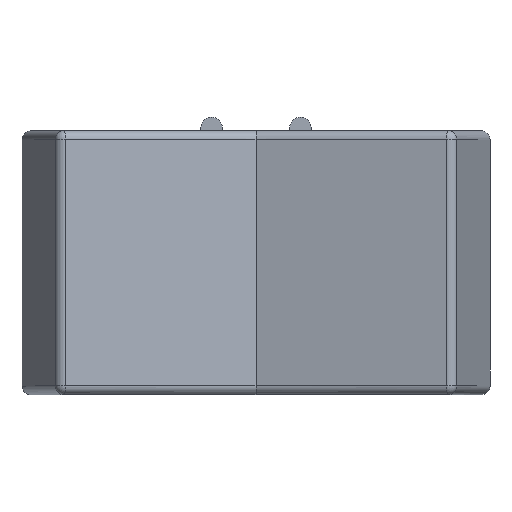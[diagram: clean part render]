
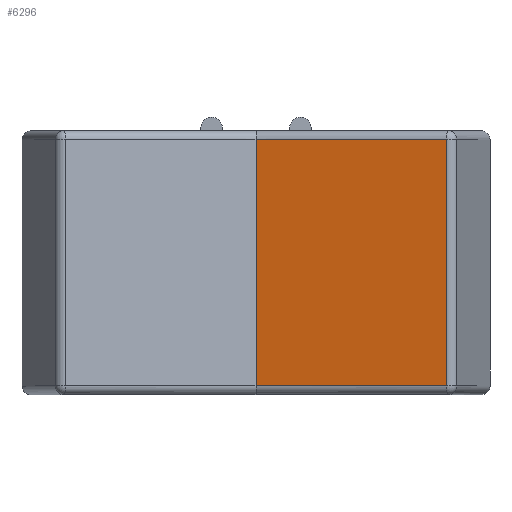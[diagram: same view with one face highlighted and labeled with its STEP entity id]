
A CAD part, top view. The second image highlights one B-rep face of the part: STEP entity #6296.
In plain terms, the highlighted planar face has unit normal (-0.222, 0, 0.975).
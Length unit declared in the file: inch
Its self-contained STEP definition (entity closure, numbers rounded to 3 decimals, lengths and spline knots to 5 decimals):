
#5900=CARTESIAN_POINT('',(0.,-0.27776,0.75979));
#5901=VERTEX_POINT('',#5900);
#5978=CARTESIAN_POINT('',(0.42951,-0.27776,0.85772));
#5979=VERTEX_POINT('',#5978);
#6002=CARTESIAN_POINT('',(0.42951,0.27776,0.85772));
#6003=VERTEX_POINT('',#6002);
#6070=CARTESIAN_POINT('',(0.42951,0.27776,0.85772));
#6071=DIRECTION('',(0.0,-1.0,0.0));
#6072=VECTOR('',#6071,0.55551);
#6073=LINE('',#6070,#6072);
#6074=EDGE_CURVE('',#6003,#5979,#6073,.T.);
#6091=CARTESIAN_POINT('',(0.,0.27776,0.75979));
#6092=VERTEX_POINT('',#6091);
#6093=CARTESIAN_POINT('',(0.,0.27776,0.75979));
#6094=DIRECTION('',(0.975,0.0,0.222));
#6095=VECTOR('',#6094,0.44053);
#6096=LINE('',#6093,#6095);
#6097=EDGE_CURVE('',#6092,#6003,#6096,.T.);
#6130=CARTESIAN_POINT('',(0.42951,-0.27776,0.85772));
#6131=DIRECTION('',(-0.975,0.0,-0.222));
#6132=VECTOR('',#6131,0.44053);
#6133=LINE('',#6130,#6132);
#6134=EDGE_CURVE('',#5979,#5901,#6133,.T.);
#6280=CARTESIAN_POINT('',(0.45098,-0.30553,0.86262));
#6281=DIRECTION('',(-0.222,0.0,0.975));
#6282=DIRECTION('',(0.975,0.0,0.222));
#6283=AXIS2_PLACEMENT_3D('',#6280,#6281,#6282);
#6284=PLANE('',#6283);
#6285=ORIENTED_EDGE('',*,*,#6134,.F.);
#6286=ORIENTED_EDGE('',*,*,#6074,.F.);
#6287=ORIENTED_EDGE('',*,*,#6097,.F.);
#6288=CARTESIAN_POINT('',(0.,-0.27776,0.75979));
#6289=DIRECTION('',(0.0,1.0,0.0));
#6290=VECTOR('',#6289,0.55551);
#6291=LINE('',#6288,#6290);
#6292=EDGE_CURVE('',#5901,#6092,#6291,.T.);
#6293=ORIENTED_EDGE('',*,*,#6292,.F.);
#6294=EDGE_LOOP('',(#6285,#6286,#6287,#6293));
#6295=FACE_OUTER_BOUND('',#6294,.T.);
#6296=ADVANCED_FACE('',(#6295),#6284,.T.);
